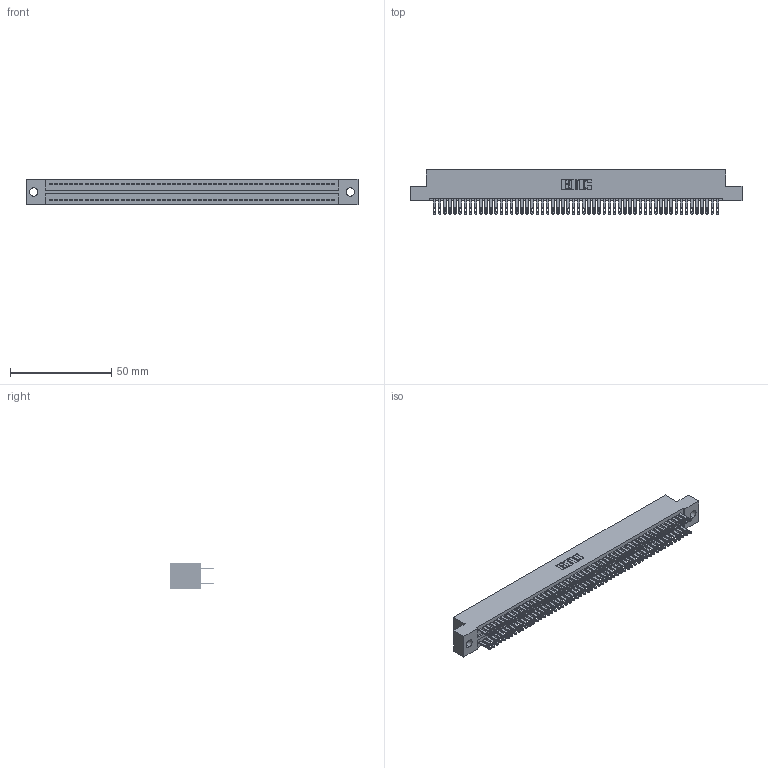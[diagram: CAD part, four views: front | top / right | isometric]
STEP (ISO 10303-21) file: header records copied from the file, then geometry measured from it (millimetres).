
FILE_DESCRIPTION (( 'STEP AP203' ), '1' );
FILE_NAME ('325-112-500-209.STEP', '2020-02-25T07:49:54', ( '' ), ( '' ), 'SwSTEP 2.0', 'SolidWorks 2016', '' );
FILE_SCHEMA (( 'CONFIG_CONTROL_DESIGN' ));
Length unit declared in the file: inch
Products named in the file (3): 325 Part_.160 TH; 325-292-001_325-293-100; 325-112-500-209
Assembly tree (113 placements, depth 2):
  325-112-500-209
    325 Part_.160 TH
    325-292-001_325-293-100  x112
Bounding box: 163.96 x 21.84 x 12.45 mm (x, y, z)
Volume: 21403.2 mm3; surface area: 27329.3 mm2
Topology: 113 solids, 113 shells, 5490 faces, 16775 edges, 11182 vertices
Faces by surface type: plane 3430, cylinder 2060
Entity records: 34149 total; most frequent: CARTESIAN_POINT 5642, ORIENTED_EDGE 5578, DIRECTION 4797, EDGE_CURVE 2789, VECTOR 2657, LINE 2657, VERTEX_POINT 1858, AXIS2_PLACEMENT_3D 1070
